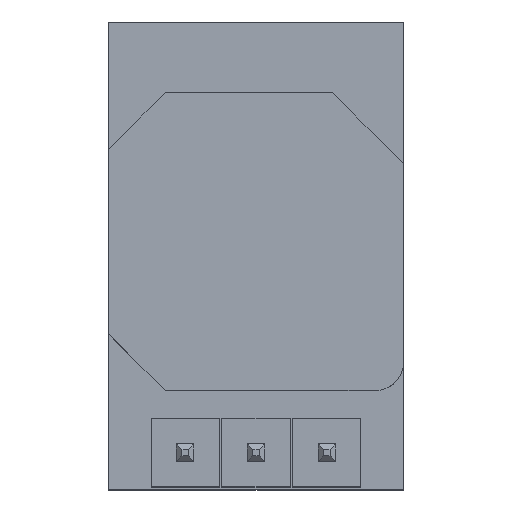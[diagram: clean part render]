
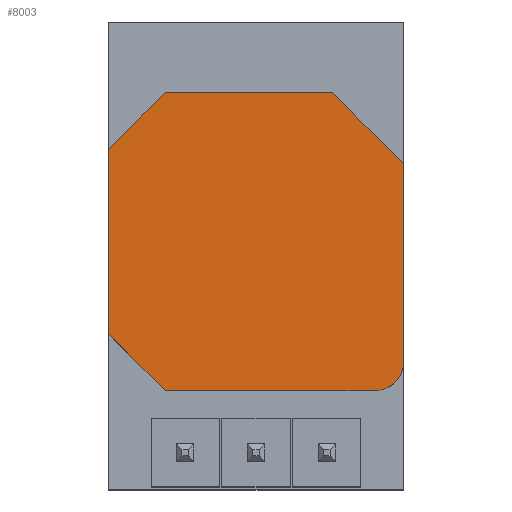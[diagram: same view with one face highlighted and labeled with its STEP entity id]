
A CAD part, top view. The second image highlights one B-rep face of the part: STEP entity #8003.
In plain terms, the highlighted planar face has unit normal (0, 0, 1).
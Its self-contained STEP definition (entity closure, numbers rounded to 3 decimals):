
#212 = ORIENTED_EDGE ( 'NONE', *, *, #9861, .F. ) ;
#1410 = CARTESIAN_POINT ( 'NONE',  ( 0., 12., 4.1 ) ) ;
#2189 = CARTESIAN_POINT ( 'NONE',  ( 2., 3.5, 4.1 ) ) ;
#2347 = DIRECTION ( 'NONE',  ( -0.707, 0.707, 0. ) ) ;
#2547 = LINE ( 'NONE', #13883, #6304 ) ;
#2578 = VERTEX_POINT ( 'NONE', #10263 ) ;
#2791 = EDGE_CURVE ( 'NONE', #7975, #11189, #4030, .T. ) ;
#3178 = FACE_OUTER_BOUND ( 'NONE', #17242, .T. ) ;
#3657 = CARTESIAN_POINT ( 'NONE',  ( 7.9, 14., 4.1 ) ) ;
#3676 = PLANE ( 'NONE',  #12199 ) ;
#3746 = DIRECTION ( 'NONE',  ( 0., 0., -1. ) ) ;
#3842 = ORIENTED_EDGE ( 'NONE', *, *, #17124, .F. ) ;
#3941 = DIRECTION ( 'NONE',  ( 0., -1., 0. ) ) ;
#3980 = VECTOR ( 'NONE', #2347, 1000. ) ;
#4030 = LINE ( 'NONE', #15068, #11581 ) ;
#4196 = VERTEX_POINT ( 'NONE', #7029 ) ;
#4257 = CARTESIAN_POINT ( 'NONE',  ( 9.4, 3.5, 4.1 ) ) ;
#4322 = DIRECTION ( 'NONE',  ( 0., 0., -1. ) ) ;
#4389 = VERTEX_POINT ( 'NONE', #12362 ) ;
#4622 = ORIENTED_EDGE ( 'NONE', *, *, #17264, .F. ) ;
#4838 = VECTOR ( 'NONE', #17917, 1000. ) ;
#5336 = CIRCLE ( 'NONE', #5501, 1. ) ;
#5501 = AXIS2_PLACEMENT_3D ( 'NONE', #12816, #4322, #14248 ) ;
#5875 = VERTEX_POINT ( 'NONE', #17987 ) ;
#6304 = VECTOR ( 'NONE', #3941, 1000. ) ;
#6572 = CARTESIAN_POINT ( 'NONE',  ( 2., 3.5, 4.1 ) ) ;
#6721 = VECTOR ( 'NONE', #11877, 1000. ) ;
#6788 = VERTEX_POINT ( 'NONE', #2189 ) ;
#7029 = CARTESIAN_POINT ( 'NONE',  ( 10.4, 4.5, 4.1 ) ) ;
#7606 = CARTESIAN_POINT ( 'NONE',  ( 0., 3.5, 4.1 ) ) ;
#7942 = CARTESIAN_POINT ( 'NONE',  ( 2., 14., 4.1 ) ) ;
#7975 = VERTEX_POINT ( 'NONE', #7942 ) ;
#8003 = ADVANCED_FACE ( 'NONE', ( #3178 ), #3676, .F. ) ;
#8209 = LINE ( 'NONE', #3657, #4838 ) ;
#8775 = VECTOR ( 'NONE', #9957, 1000. ) ;
#9861 = EDGE_CURVE ( 'NONE', #2578, #7975, #12534, .T. ) ;
#9957 = DIRECTION ( 'NONE',  ( 0.707, 0.707, 0. ) ) ;
#10263 = CARTESIAN_POINT ( 'NONE',  ( 0., 12., 4.1 ) ) ;
#10485 = LINE ( 'NONE', #7606, #6721 ) ;
#10717 = EDGE_CURVE ( 'NONE', #14483, #6788, #10485, .T. ) ;
#11155 = EDGE_CURVE ( 'NONE', #4196, #14483, #5336, .T. ) ;
#11189 = VERTEX_POINT ( 'NONE', #12873 ) ;
#11581 = VECTOR ( 'NONE', #17770, 1000. ) ;
#11877 = DIRECTION ( 'NONE',  ( -1., 0., 0. ) ) ;
#11949 = VECTOR ( 'NONE', #16908, 1000. ) ;
#11997 = ORIENTED_EDGE ( 'NONE', *, *, #2791, .F. ) ;
#12199 = AXIS2_PLACEMENT_3D ( 'NONE', #12279, #3746, #13688 ) ;
#12279 = CARTESIAN_POINT ( 'NONE',  ( 0., 3.5, 4.1 ) ) ;
#12362 = CARTESIAN_POINT ( 'NONE',  ( 10.4, 11.5, 4.1 ) ) ;
#12534 = LINE ( 'NONE', #1410, #8775 ) ;
#12668 = EDGE_CURVE ( 'NONE', #11189, #4389, #8209, .T. ) ;
#12816 = CARTESIAN_POINT ( 'NONE',  ( 9.4, 4.5, 4.1 ) ) ;
#12873 = CARTESIAN_POINT ( 'NONE',  ( 7.9, 14., 4.1 ) ) ;
#13000 = ORIENTED_EDGE ( 'NONE', *, *, #15586, .F. ) ;
#13688 = DIRECTION ( 'NONE',  ( -1., 0., 0. ) ) ;
#13883 = CARTESIAN_POINT ( 'NONE',  ( 10.4, 3.5, 4.1 ) ) ;
#14248 = DIRECTION ( 'NONE',  ( 1., 0., 0. ) ) ;
#14483 = VERTEX_POINT ( 'NONE', #4257 ) ;
#14742 = ORIENTED_EDGE ( 'NONE', *, *, #12668, .F. ) ;
#15068 = CARTESIAN_POINT ( 'NONE',  ( 0., 14., 4.1 ) ) ;
#15320 = LINE ( 'NONE', #6572, #3980 ) ;
#15586 = EDGE_CURVE ( 'NONE', #4389, #4196, #2547, .T. ) ;
#16156 = LINE ( 'NONE', #18322, #11949 ) ;
#16908 = DIRECTION ( 'NONE',  ( 0., 1., 0. ) ) ;
#17124 = EDGE_CURVE ( 'NONE', #6788, #5875, #15320, .T. ) ;
#17242 = EDGE_LOOP ( 'NONE', ( #11997, #212, #4622, #3842, #18165, #17522, #13000, #14742 ) ) ;
#17264 = EDGE_CURVE ( 'NONE', #5875, #2578, #16156, .T. ) ;
#17522 = ORIENTED_EDGE ( 'NONE', *, *, #11155, .F. ) ;
#17770 = DIRECTION ( 'NONE',  ( 1., 0., 0. ) ) ;
#17917 = DIRECTION ( 'NONE',  ( 0.707, -0.707, 0. ) ) ;
#17987 = CARTESIAN_POINT ( 'NONE',  ( 0., 5.5, 4.1 ) ) ;
#18165 = ORIENTED_EDGE ( 'NONE', *, *, #10717, .F. ) ;
#18322 = CARTESIAN_POINT ( 'NONE',  ( 0., 3.5, 4.1 ) ) ;
